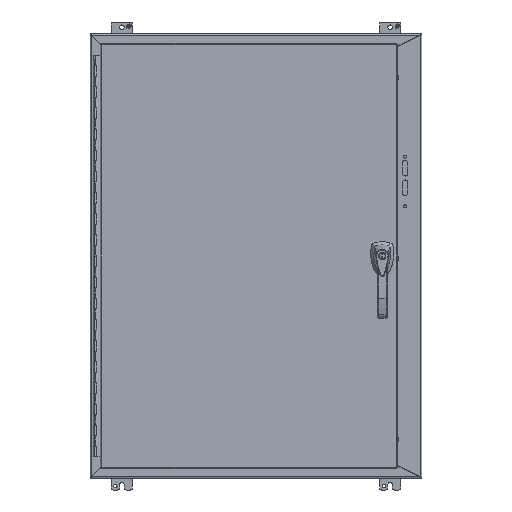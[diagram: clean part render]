
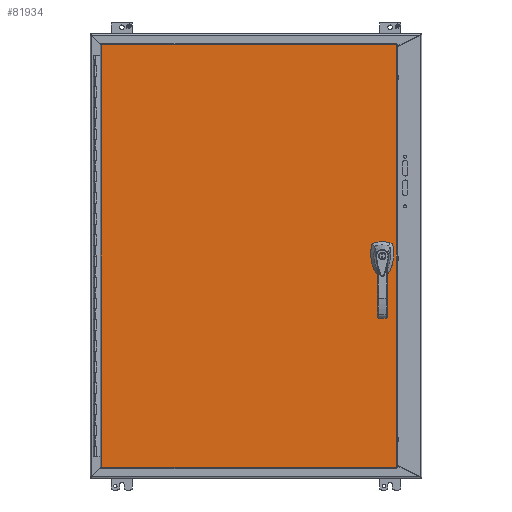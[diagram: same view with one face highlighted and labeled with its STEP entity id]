
A CAD part, front view. The second image highlights one B-rep face of the part: STEP entity #81934.
In plain terms, the highlighted planar face has unit normal (0, -1, 0).
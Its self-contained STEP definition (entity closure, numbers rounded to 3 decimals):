
#411 = CARTESIAN_POINT ( 'NONE',  ( -14.75, -12.875, -20.094 ) ) ;
#728 = AXIS2_PLACEMENT_3D ( 'NONE', #85608, #41786, #18195 ) ;
#1152 = CARTESIAN_POINT ( 'NONE',  ( 11.938, -12.875, -1.338 ) ) ;
#1452 = CARTESIAN_POINT ( 'NONE',  ( 12.333, -12.875, -0.198 ) ) ;
#2749 = EDGE_CURVE ( 'NONE', #83527, #78898, #72236, .T. ) ;
#4176 = EDGE_CURVE ( 'NONE', #14654, #89619, #97279, .T. ) ;
#4768 = DIRECTION ( 'NONE',  ( 0., 1., 0. ) ) ;
#5129 = DIRECTION ( 'NONE',  ( 0., 1., 0. ) ) ;
#5508 = LINE ( 'NONE', #78826, #35519 ) ;
#7369 = CARTESIAN_POINT ( 'NONE',  ( 11.938, -12.875, 0. ) ) ;
#7533 = CARTESIAN_POINT ( 'NONE',  ( 13.267, -12.875, -19.986 ) ) ;
#8319 = AXIS2_PLACEMENT_3D ( 'NONE', #80039, #4768, #34753 ) ;
#8623 = LINE ( 'NONE', #77012, #29248 ) ;
#9550 = CARTESIAN_POINT ( 'NONE',  ( -14.641, -12.875, -19.986 ) ) ;
#10705 = EDGE_CURVE ( 'NONE', #39726, #61568, #60919, .T. ) ;
#11114 = DIRECTION ( 'NONE',  ( 0., 0., 1. ) ) ;
#11608 = CARTESIAN_POINT ( 'NONE',  ( 11.542, -12.875, -20.094 ) ) ;
#12234 = LINE ( 'NONE', #49131, #66299 ) ;
#12561 = CARTESIAN_POINT ( 'NONE',  ( -14.75, -12.875, -0.396 ) ) ;
#12673 = ORIENTED_EDGE ( 'NONE', *, *, #88213, .T. ) ;
#13977 = CARTESIAN_POINT ( 'NONE',  ( 11.542, -12.875, 0.198 ) ) ;
#14051 = LINE ( 'NONE', #44060, #71155 ) ;
#14362 = AXIS2_PLACEMENT_3D ( 'NONE', #65009, #72394, #64507 ) ;
#14654 = VERTEX_POINT ( 'NONE', #64279 ) ;
#14958 = EDGE_CURVE ( 'NONE', #46620, #44342, #54635, .T. ) ;
#15198 = EDGE_CURVE ( 'NONE', #79902, #46620, #54174, .T. ) ;
#16140 = DIRECTION ( 'NONE',  ( -1., 0., 0. ) ) ;
#18195 = DIRECTION ( 'NONE',  ( 0., 0., -1. ) ) ;
#18721 = CARTESIAN_POINT ( 'NONE',  ( 12.136, -12.875, 0.396 ) ) ;
#21063 = DIRECTION ( 'NONE',  ( 0., 0., 1. ) ) ;
#22591 = CARTESIAN_POINT ( 'NONE',  ( -14.642, -12.875, 19.986 ) ) ;
#24787 = ORIENTED_EDGE ( 'NONE', *, *, #15198, .T. ) ;
#26071 = EDGE_CURVE ( 'NONE', #44342, #54869, #52434, .T. ) ;
#27132 = DIRECTION ( 'NONE',  ( 1., 0., 0. ) ) ;
#29248 = VECTOR ( 'NONE', #84855, 39.37 ) ;
#31128 = DIRECTION ( 'NONE',  ( 0., 1., 0. ) ) ;
#33451 = EDGE_CURVE ( 'NONE', #61568, #62268, #14051, .T. ) ;
#33458 = EDGE_CURVE ( 'NONE', #76746, #92596, #64921, .T. ) ;
#34753 = DIRECTION ( 'NONE',  ( 0., 0., -1. ) ) ;
#35519 = VECTOR ( 'NONE', #27132, 39.37 ) ;
#35527 = VECTOR ( 'NONE', #52763, 39.37 ) ;
#37364 = DIRECTION ( 'NONE',  ( 0., 1., 0. ) ) ;
#37564 = ORIENTED_EDGE ( 'NONE', *, *, #78176, .T. ) ;
#39563 = ORIENTED_EDGE ( 'NONE', *, *, #4176, .T. ) ;
#39726 = VERTEX_POINT ( 'NONE', #39968 ) ;
#39968 = CARTESIAN_POINT ( 'NONE',  ( 13.267, -12.875, 19.986 ) ) ;
#41654 = EDGE_LOOP ( 'NONE', ( #39563, #12673 ) ) ;
#41786 = DIRECTION ( 'NONE',  ( 0., 1., 0. ) ) ;
#42798 = CARTESIAN_POINT ( 'NONE',  ( 11.542, -12.875, -0.198 ) ) ;
#44060 = CARTESIAN_POINT ( 'NONE',  ( -14.642, -12.875, -20.094 ) ) ;
#44342 = VERTEX_POINT ( 'NONE', #1452 ) ;
#44733 = VECTOR ( 'NONE', #75346, 39.37 ) ;
#46503 = CARTESIAN_POINT ( 'NONE',  ( 11.938, -12.875, -1.171 ) ) ;
#46620 = VERTEX_POINT ( 'NONE', #80477 ) ;
#47063 = AXIS2_PLACEMENT_3D ( 'NONE', #7369, #37364, #75770 ) ;
#49075 = ORIENTED_EDGE ( 'NONE', *, *, #88792, .T. ) ;
#49131 = CARTESIAN_POINT ( 'NONE',  ( 13.267, -12.875, -20.094 ) ) ;
#52434 = CIRCLE ( 'NONE', #79133, 0.443 ) ;
#52763 = DIRECTION ( 'NONE',  ( -1., 0., 0. ) ) ;
#53030 = DIRECTION ( 'NONE',  ( 0., -1., 0. ) ) ;
#53868 = CIRCLE ( 'NONE', #14362, 0.167 ) ;
#54002 = CARTESIAN_POINT ( 'NONE',  ( 11.739, -12.875, 0.396 ) ) ;
#54174 = CIRCLE ( 'NONE', #728, 0.443 ) ;
#54635 = LINE ( 'NONE', #60069, #44733 ) ;
#54781 = ORIENTED_EDGE ( 'NONE', *, *, #33451, .T. ) ;
#54869 = VERTEX_POINT ( 'NONE', #55622 ) ;
#54872 = AXIS2_PLACEMENT_3D ( 'NONE', #1152, #31128, #61134 ) ;
#55622 = CARTESIAN_POINT ( 'NONE',  ( 12.136, -12.875, -0.396 ) ) ;
#56782 = EDGE_LOOP ( 'NONE', ( #74806, #62247, #79877, #88165, #62549, #24787, #59659, #73328 ) ) ;
#59425 = PLANE ( 'NONE',  #59470 ) ;
#59470 = AXIS2_PLACEMENT_3D ( 'NONE', #411, #53030, #60412 ) ;
#59659 = ORIENTED_EDGE ( 'NONE', *, *, #14958, .T. ) ;
#60069 = CARTESIAN_POINT ( 'NONE',  ( 12.333, -12.875, -20.094 ) ) ;
#60412 = DIRECTION ( 'NONE',  ( 0., 0., -1. ) ) ;
#60919 = LINE ( 'NONE', #84998, #74178 ) ;
#61134 = DIRECTION ( 'NONE',  ( 0., 0., -1. ) ) ;
#61568 = VERTEX_POINT ( 'NONE', #22591 ) ;
#62247 = ORIENTED_EDGE ( 'NONE', *, *, #33458, .T. ) ;
#62268 = VERTEX_POINT ( 'NONE', #9550 ) ;
#62549 = ORIENTED_EDGE ( 'NONE', *, *, #95023, .T. ) ;
#63694 = DIRECTION ( 'NONE',  ( 0., 0., -1. ) ) ;
#64279 = CARTESIAN_POINT ( 'NONE',  ( 11.938, -12.875, -1.505 ) ) ;
#64507 = DIRECTION ( 'NONE',  ( 0., 0., -1. ) ) ;
#64921 = CIRCLE ( 'NONE', #8319, 0.443 ) ;
#65009 = CARTESIAN_POINT ( 'NONE',  ( 11.938, -12.875, -1.338 ) ) ;
#66299 = VECTOR ( 'NONE', #21063, 39.37 ) ;
#66342 = FACE_BOUND ( 'NONE', #56782, .T. ) ;
#67558 = ORIENTED_EDGE ( 'NONE', *, *, #10705, .T. ) ;
#67806 = FACE_BOUND ( 'NONE', #41654, .T. ) ;
#70911 = CARTESIAN_POINT ( 'NONE',  ( 11.739, -12.875, -0.396 ) ) ;
#71155 = VECTOR ( 'NONE', #87412, 39.37 ) ;
#71461 = EDGE_LOOP ( 'NONE', ( #49075, #67558, #54781, #37564 ) ) ;
#71578 = CARTESIAN_POINT ( 'NONE',  ( 11.938, -12.875, 0. ) ) ;
#72236 = CIRCLE ( 'NONE', #47063, 0.443 ) ;
#72394 = DIRECTION ( 'NONE',  ( 0., 1., 0. ) ) ;
#73328 = ORIENTED_EDGE ( 'NONE', *, *, #26071, .T. ) ;
#74178 = VECTOR ( 'NONE', #16140, 39.37 ) ;
#74806 = ORIENTED_EDGE ( 'NONE', *, *, #76411, .T. ) ;
#75346 = DIRECTION ( 'NONE',  ( 0., 0., -1. ) ) ;
#75770 = DIRECTION ( 'NONE',  ( 0., 0., -1. ) ) ;
#76411 = EDGE_CURVE ( 'NONE', #54869, #76746, #82315, .T. ) ;
#76726 = VECTOR ( 'NONE', #11114, 39.37 ) ;
#76746 = VERTEX_POINT ( 'NONE', #70911 ) ;
#77012 = CARTESIAN_POINT ( 'NONE',  ( -14.75, -12.875, -19.986 ) ) ;
#78176 = EDGE_CURVE ( 'NONE', #62268, #78658, #8623, .T. ) ;
#78658 = VERTEX_POINT ( 'NONE', #7533 ) ;
#78826 = CARTESIAN_POINT ( 'NONE',  ( -14.75, -12.875, 0.396 ) ) ;
#78898 = VERTEX_POINT ( 'NONE', #54002 ) ;
#79133 = AXIS2_PLACEMENT_3D ( 'NONE', #71578, #5129, #63694 ) ;
#79877 = ORIENTED_EDGE ( 'NONE', *, *, #81167, .T. ) ;
#79902 = VERTEX_POINT ( 'NONE', #18721 ) ;
#80039 = CARTESIAN_POINT ( 'NONE',  ( 11.938, -12.875, 0. ) ) ;
#80477 = CARTESIAN_POINT ( 'NONE',  ( 12.333, -12.875, 0.198 ) ) ;
#81167 = EDGE_CURVE ( 'NONE', #92596, #83527, #87374, .T. ) ;
#81934 = ADVANCED_FACE ( 'NONE', ( #66342, #88964, #67806 ), #59425, .T. ) ;
#82315 = LINE ( 'NONE', #12561, #35527 ) ;
#83527 = VERTEX_POINT ( 'NONE', #13977 ) ;
#84855 = DIRECTION ( 'NONE',  ( 1., 0., 0. ) ) ;
#84998 = CARTESIAN_POINT ( 'NONE',  ( -14.75, -12.875, 19.986 ) ) ;
#85608 = CARTESIAN_POINT ( 'NONE',  ( 11.938, -12.875, 0. ) ) ;
#87374 = LINE ( 'NONE', #11608, #76726 ) ;
#87412 = DIRECTION ( 'NONE',  ( 0., 0., -1. ) ) ;
#88165 = ORIENTED_EDGE ( 'NONE', *, *, #2749, .T. ) ;
#88213 = EDGE_CURVE ( 'NONE', #89619, #14654, #53868, .T. ) ;
#88792 = EDGE_CURVE ( 'NONE', #78658, #39726, #12234, .T. ) ;
#88964 = FACE_OUTER_BOUND ( 'NONE', #71461, .T. ) ;
#89619 = VERTEX_POINT ( 'NONE', #46503 ) ;
#92596 = VERTEX_POINT ( 'NONE', #42798 ) ;
#95023 = EDGE_CURVE ( 'NONE', #78898, #79902, #5508, .T. ) ;
#97279 = CIRCLE ( 'NONE', #54872, 0.167 ) ;
